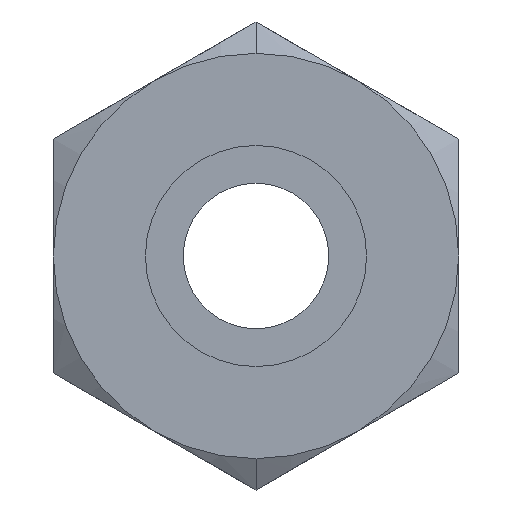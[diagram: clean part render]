
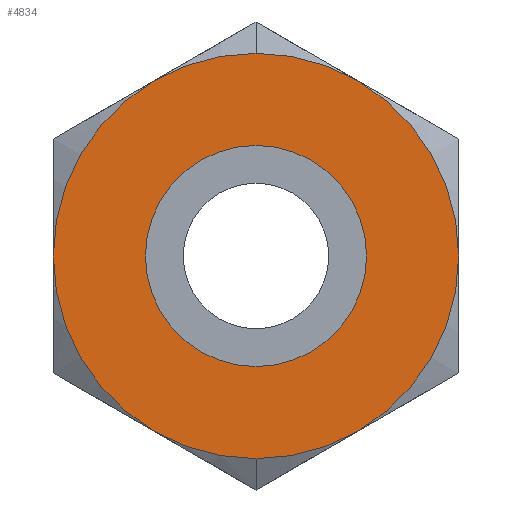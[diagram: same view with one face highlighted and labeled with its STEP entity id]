
A CAD part, left-side view. The second image highlights one B-rep face of the part: STEP entity #4834.
In plain terms, the highlighted planar face has unit normal (-1, 0, 0).
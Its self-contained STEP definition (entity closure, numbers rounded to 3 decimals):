
#410 = CARTESIAN_POINT ( 'NONE',  ( 0., 0., 0. ) ) ;
#537 = EDGE_LOOP ( 'NONE', ( #3356, #7173 ) ) ;
#550 = DIRECTION ( 'NONE',  ( 0., 0., -1. ) ) ;
#998 = EDGE_CURVE ( 'NONE', #2702, #8415, #8944, .T. ) ;
#1301 = VERTEX_POINT ( 'NONE', #3059 ) ;
#1314 = DIRECTION ( 'NONE',  ( -1., 0., 0. ) ) ;
#1325 = EDGE_CURVE ( 'NONE', #8415, #2702, #7836, .T. ) ;
#1406 = FACE_BOUND ( 'NONE', #2487, .T. ) ;
#1462 = DIRECTION ( 'NONE',  ( 1., 0., 0. ) ) ;
#1698 = DIRECTION ( 'NONE',  ( 1., 0., 0. ) ) ;
#2179 = VERTEX_POINT ( 'NONE', #8354 ) ;
#2180 = AXIS2_PLACEMENT_3D ( 'NONE', #7529, #1314, #3444 ) ;
#2222 = AXIS2_PLACEMENT_3D ( 'NONE', #5382, #6808, #550 ) ;
#2225 = AXIS2_PLACEMENT_3D ( 'NONE', #7720, #1462, #4093 ) ;
#2487 = EDGE_LOOP ( 'NONE', ( #6585, #7734 ) ) ;
#2702 = VERTEX_POINT ( 'NONE', #3778 ) ;
#3059 = CARTESIAN_POINT ( 'NONE',  ( 0., 0., 11. ) ) ;
#3356 = ORIENTED_EDGE ( 'NONE', *, *, #8321, .F. ) ;
#3444 = DIRECTION ( 'NONE',  ( 0., 0., 1. ) ) ;
#3778 = CARTESIAN_POINT ( 'NONE',  ( 0., 0., 6. ) ) ;
#3990 = FACE_OUTER_BOUND ( 'NONE', #537, .T. ) ;
#4093 = DIRECTION ( 'NONE',  ( 0., 0., 1. ) ) ;
#4265 = CIRCLE ( 'NONE', #2222, 11. ) ;
#4407 = EDGE_CURVE ( 'NONE', #2179, #1301, #4265, .T. ) ;
#4834 = ADVANCED_FACE ( 'NONE', ( #1406, #3990 ), #6931, .T. ) ;
#4980 = CARTESIAN_POINT ( 'NONE',  ( 0., 0., -6. ) ) ;
#5153 = AXIS2_PLACEMENT_3D ( 'NONE', #410, #5977, #8776 ) ;
#5168 = CARTESIAN_POINT ( 'NONE',  ( 0., 0., 0. ) ) ;
#5382 = CARTESIAN_POINT ( 'NONE',  ( 0., 0., 0. ) ) ;
#5977 = DIRECTION ( 'NONE',  ( 1., 0., 0. ) ) ;
#6585 = ORIENTED_EDGE ( 'NONE', *, *, #1325, .T. ) ;
#6808 = DIRECTION ( 'NONE',  ( 1., 0., 0. ) ) ;
#6931 = PLANE ( 'NONE',  #2180 ) ;
#7070 = CIRCLE ( 'NONE', #5153, 11. ) ;
#7105 = AXIS2_PLACEMENT_3D ( 'NONE', #5168, #1698, #7958 ) ;
#7173 = ORIENTED_EDGE ( 'NONE', *, *, #4407, .F. ) ;
#7529 = CARTESIAN_POINT ( 'NONE',  ( 0., 0., 5.5 ) ) ;
#7720 = CARTESIAN_POINT ( 'NONE',  ( 0., 0., 0. ) ) ;
#7734 = ORIENTED_EDGE ( 'NONE', *, *, #998, .T. ) ;
#7836 = CIRCLE ( 'NONE', #7105, 6. ) ;
#7958 = DIRECTION ( 'NONE',  ( 0., 0., -1. ) ) ;
#8321 = EDGE_CURVE ( 'NONE', #1301, #2179, #7070, .T. ) ;
#8354 = CARTESIAN_POINT ( 'NONE',  ( 0., 0., -11. ) ) ;
#8415 = VERTEX_POINT ( 'NONE', #4980 ) ;
#8776 = DIRECTION ( 'NONE',  ( 0., 0., 1. ) ) ;
#8944 = CIRCLE ( 'NONE', #2225, 6. ) ;
